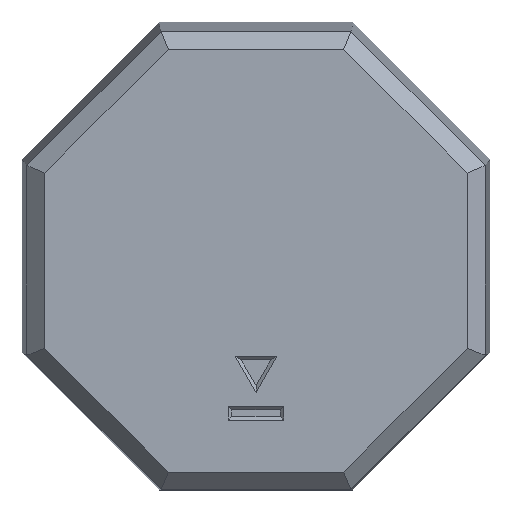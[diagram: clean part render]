
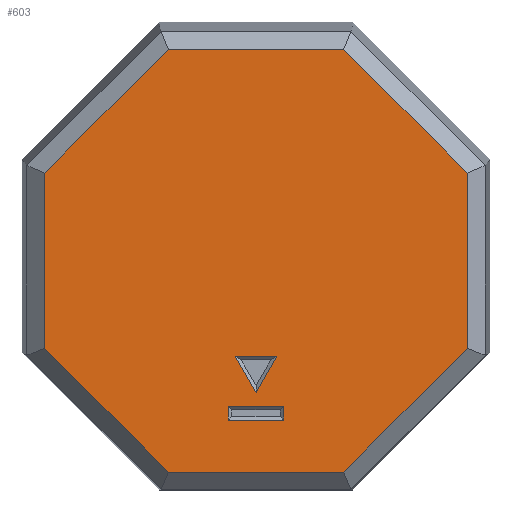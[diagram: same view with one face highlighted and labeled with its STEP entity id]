
A CAD part, top view. The second image highlights one B-rep face of the part: STEP entity #603.
In plain terms, the highlighted planar face has unit normal (0, 0, 1).
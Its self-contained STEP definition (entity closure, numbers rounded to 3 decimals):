
#15=FACE_BOUND('',#72,.T.);
#16=FACE_BOUND('',#73,.T.);
#37=FACE_OUTER_BOUND('',#71,.T.);
#71=EDGE_LOOP('',(#474,#475,#476,#477,#478,#479,#480,#481));
#72=EDGE_LOOP('',(#482,#483,#484));
#73=EDGE_LOOP('',(#485,#486,#487,#488));
#89=LINE('',#825,#171);
#92=LINE('',#831,#174);
#95=LINE('',#835,#177);
#98=LINE('',#844,#180);
#101=LINE('',#850,#183);
#104=LINE('',#856,#186);
#107=LINE('',#860,#189);
#110=LINE('',#869,#192);
#115=LINE('',#879,#197);
#119=LINE('',#887,#201);
#123=LINE('',#894,#205);
#124=LINE('',#898,#206);
#131=LINE('',#910,#213);
#132=LINE('',#913,#214);
#136=LINE('',#920,#218);
#171=VECTOR('',#671,10.);
#174=VECTOR('',#676,10.);
#177=VECTOR('',#681,10.);
#180=VECTOR('',#688,10.);
#183=VECTOR('',#693,10.);
#186=VECTOR('',#698,10.);
#189=VECTOR('',#703,10.);
#192=VECTOR('',#710,10.);
#197=VECTOR('',#717,10.);
#201=VECTOR('',#723,10.);
#205=VECTOR('',#729,10.);
#206=VECTOR('',#732,10.);
#213=VECTOR('',#741,10.);
#214=VECTOR('',#744,10.);
#218=VECTOR('',#750,10.);
#253=VERTEX_POINT('',#822);
#254=VERTEX_POINT('',#824);
#256=VERTEX_POINT('',#830);
#259=VERTEX_POINT('',#841);
#260=VERTEX_POINT('',#843);
#262=VERTEX_POINT('',#849);
#264=VERTEX_POINT('',#855);
#267=VERTEX_POINT('',#866);
#268=VERTEX_POINT('',#868);
#272=VERTEX_POINT('',#877);
#275=VERTEX_POINT('',#885);
#277=VERTEX_POINT('',#892);
#278=VERTEX_POINT('',#896);
#279=VERTEX_POINT('',#897);
#284=VERTEX_POINT('',#912);
#305=EDGE_CURVE('',#254,#253,#89,.T.);
#308=EDGE_CURVE('',#256,#254,#92,.T.);
#311=EDGE_CURVE('',#253,#256,#95,.T.);
#314=EDGE_CURVE('',#260,#259,#98,.T.);
#317=EDGE_CURVE('',#262,#260,#101,.T.);
#320=EDGE_CURVE('',#264,#262,#104,.T.);
#323=EDGE_CURVE('',#259,#264,#107,.T.);
#326=EDGE_CURVE('',#267,#268,#110,.T.);
#331=EDGE_CURVE('',#272,#267,#115,.T.);
#335=EDGE_CURVE('',#275,#272,#119,.T.);
#339=EDGE_CURVE('',#277,#275,#123,.T.);
#340=EDGE_CURVE('',#278,#279,#124,.T.);
#347=EDGE_CURVE('',#279,#277,#131,.T.);
#348=EDGE_CURVE('',#284,#278,#132,.T.);
#352=EDGE_CURVE('',#268,#284,#136,.T.);
#474=ORIENTED_EDGE('',*,*,#340,.F.);
#475=ORIENTED_EDGE('',*,*,#348,.F.);
#476=ORIENTED_EDGE('',*,*,#352,.F.);
#477=ORIENTED_EDGE('',*,*,#326,.F.);
#478=ORIENTED_EDGE('',*,*,#331,.F.);
#479=ORIENTED_EDGE('',*,*,#335,.F.);
#480=ORIENTED_EDGE('',*,*,#339,.F.);
#481=ORIENTED_EDGE('',*,*,#347,.F.);
#482=ORIENTED_EDGE('',*,*,#305,.T.);
#483=ORIENTED_EDGE('',*,*,#311,.T.);
#484=ORIENTED_EDGE('',*,*,#308,.T.);
#485=ORIENTED_EDGE('',*,*,#314,.T.);
#486=ORIENTED_EDGE('',*,*,#323,.T.);
#487=ORIENTED_EDGE('',*,*,#320,.T.);
#488=ORIENTED_EDGE('',*,*,#317,.T.);
#569=PLANE('',#651);
#603=ADVANCED_FACE('',(#37,#15,#16),#569,.T.);
#651=AXIS2_PLACEMENT_3D('',#936,#765,#766);
#671=DIRECTION('',(-0.5,-0.866,0.));
#676=DIRECTION('',(1.,0.,0.));
#681=DIRECTION('',(-0.5,0.866,0.));
#688=DIRECTION('',(0.,-1.,0.));
#693=DIRECTION('',(1.,0.,0.));
#698=DIRECTION('',(0.,1.,0.));
#703=DIRECTION('',(-1.,0.,0.));
#710=DIRECTION('',(0.707,0.707,0.));
#717=DIRECTION('',(0.,1.,0.));
#723=DIRECTION('',(-0.707,0.707,0.));
#729=DIRECTION('',(-1.,0.,0.));
#732=DIRECTION('',(0.,-1.,0.));
#741=DIRECTION('',(-0.707,-0.707,0.));
#744=DIRECTION('',(0.707,-0.707,0.));
#750=DIRECTION('',(1.,0.,0.));
#765=DIRECTION('center_axis',(0.,0.,
1.));
#766=DIRECTION('ref_axis',(1.,0.,0.));
#822=CARTESIAN_POINT('',(0.,-3.95,8.4));
#824=CARTESIAN_POINT('',(0.6,-2.911,8.4));
#825=CARTESIAN_POINT('',(0.823,-2.525,8.4));
#830=CARTESIAN_POINT('',(-0.6,-2.911,8.4));
#831=CARTESIAN_POINT('',(0.3,-2.911,8.4));
#835=CARTESIAN_POINT('',(-1.123,-2.005,8.4));
#841=CARTESIAN_POINT('',(0.8,-4.75,8.4));
#843=CARTESIAN_POINT('',(0.8,-4.35,8.4));
#844=CARTESIAN_POINT('',(0.8,-2.45,8.4));
#849=CARTESIAN_POINT('',(-0.8,-4.35,8.4));
#850=CARTESIAN_POINT('',(0.4,-4.35,8.4));
#855=CARTESIAN_POINT('',(-0.8,-4.75,8.4));
#856=CARTESIAN_POINT('',(-0.8,-2.25,8.4));
#860=CARTESIAN_POINT('',(-0.4,-4.75,8.4));
#866=CARTESIAN_POINT('',(-6.1,2.377,8.4));
#868=CARTESIAN_POINT('',(-2.527,5.95,8.4));
#869=CARTESIAN_POINT('',(-5.264,3.212,8.4));
#877=CARTESIAN_POINT('',(-6.1,-2.677,8.4));
#879=CARTESIAN_POINT('',(-6.1,-1.473,8.4));
#885=CARTESIAN_POINT('',(-2.527,-6.25,8.4));
#887=CARTESIAN_POINT('',(-3.362,-5.414,8.4));
#892=CARTESIAN_POINT('',(2.527,-6.25,8.4));
#894=CARTESIAN_POINT('',(-1.398,-6.25,8.4));
#896=CARTESIAN_POINT('',(6.1,2.377,8.4));
#897=CARTESIAN_POINT('',(6.1,-2.677,8.4));
#898=CARTESIAN_POINT('',(6.1,1.323,8.4));
#910=CARTESIAN_POINT('',(5.339,-3.437,8.4));
#912=CARTESIAN_POINT('',(2.527,5.95,8.4));
#913=CARTESIAN_POINT('',(3.287,5.189,8.4));
#920=CARTESIAN_POINT('',(-1.398,5.95,8.4));
#936=CARTESIAN_POINT('Origin',(0.,-0.15,8.4));
